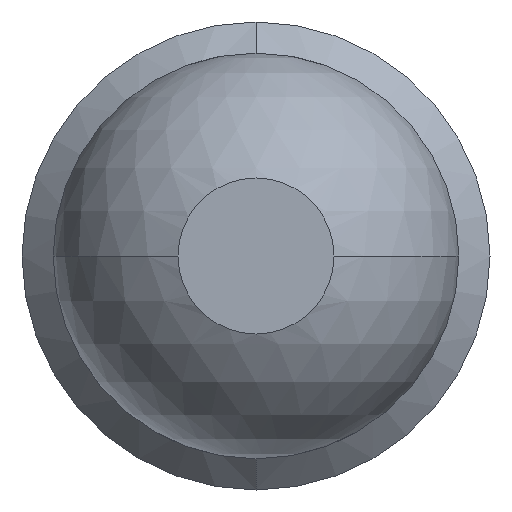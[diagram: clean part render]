
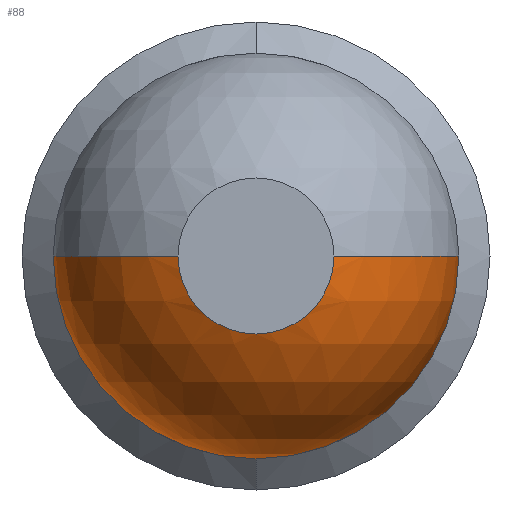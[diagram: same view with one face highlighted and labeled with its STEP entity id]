
A CAD part, front view. The second image highlights one B-rep face of the part: STEP entity #88.
In plain terms, the highlighted spherical face has radius 0.39 mm.
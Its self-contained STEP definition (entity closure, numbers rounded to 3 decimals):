
#88 = ADVANCED_FACE ( 'Defeature ausgef�hrt1_4', ( #2191 ), #3257, .T. ) ;
#149 = CIRCLE ( 'NONE', #3425, 0.15 ) ;
#393 = AXIS2_PLACEMENT_3D ( 'NONE', #2114, #971, #2997 ) ;
#468 = EDGE_CURVE ( 'NONE', #1258, #1176, #2458, .T. ) ;
#546 = CARTESIAN_POINT ( 'NONE',  ( 0., -35.94, 0. ) ) ;
#589 = AXIS2_PLACEMENT_3D ( 'NONE', #546, #1997, #3168 ) ;
#648 = CIRCLE ( 'NONE', #1546, 0.39 ) ;
#676 = DIRECTION ( 'NONE',  ( 0., 0., -1. ) ) ;
#847 = DIRECTION ( 'NONE',  ( 0., 0., 1. ) ) ;
#971 = DIRECTION ( 'NONE',  ( 0., -1., 0. ) ) ;
#1083 = EDGE_CURVE ( 'Defeature ausgef�hrt1_10+Defeature ausgef�hrt1_4+Defeature ausgef�hrt1_4+Defeature ausgef�hrt1_4', #1258, #3514, #149, .T. ) ;
#1129 = ORIENTED_EDGE ( 'NONE', *, *, #1083, .F. ) ;
#1175 = AXIS2_PLACEMENT_3D ( 'NONE', #3560, #2681, #1203 ) ;
#1176 = VERTEX_POINT ( 'NONE', #1288 ) ;
#1203 = DIRECTION ( 'NONE',  ( 0., 0., 1. ) ) ;
#1251 = DIRECTION ( 'NONE',  ( 0., 0., -1. ) ) ;
#1258 = VERTEX_POINT ( 'NONE', #2833 ) ;
#1288 = CARTESIAN_POINT ( 'NONE',  ( -0.39, -35.94, 0. ) ) ;
#1338 = EDGE_CURVE ( 'Defeature ausgef�hrt1_10+Defeature ausgef�hrt1_4+Defeature ausgef�hrt1_4+Defeature ausgef�hrt1_4', #3514, #2101, #1874, .T. ) ;
#1351 = ORIENTED_EDGE ( 'NONE', *, *, #1338, .F. ) ;
#1361 = CARTESIAN_POINT ( 'NONE',  ( 0.39, -35.94, 0. ) ) ;
#1546 = AXIS2_PLACEMENT_3D ( 'NONE', #3232, #1769, #847 ) ;
#1713 = CARTESIAN_POINT ( 'NONE',  ( 0., -35.94, -0.39 ) ) ;
#1769 = DIRECTION ( 'NONE',  ( 0., 1., 0. ) ) ;
#1792 = EDGE_CURVE ( 'Defeature ausgef�hrt1_5+Defeature ausgef�hrt1_4+Defeature ausgef�hrt1_4+Defeature ausgef�hrt1_4', #3401, #1949, #2571, .T. ) ;
#1806 = EDGE_LOOP ( 'NONE', ( #1129, #2408, #2032, #1913, #3205, #1351 ) ) ;
#1825 = CIRCLE ( 'NONE', #589, 0.39 ) ;
#1844 = CARTESIAN_POINT ( 'NONE',  ( 0.15, -36.3, 0. ) ) ;
#1874 = CIRCLE ( 'NONE', #393, 0.15 ) ;
#1913 = ORIENTED_EDGE ( 'NONE', *, *, #1792, .F. ) ;
#1949 = VERTEX_POINT ( 'NONE', #1713 ) ;
#1997 = DIRECTION ( 'NONE',  ( 0., 0., 1. ) ) ;
#2032 = ORIENTED_EDGE ( 'NONE', *, *, #3493, .F. ) ;
#2101 = VERTEX_POINT ( 'NONE', #1844 ) ;
#2114 = CARTESIAN_POINT ( 'NONE',  ( 0., -36.3, 0. ) ) ;
#2142 = CARTESIAN_POINT ( 'NONE',  ( 0., -36.3, 0. ) ) ;
#2191 = FACE_OUTER_BOUND ( 'NONE', #1806, .T. ) ;
#2223 = AXIS2_PLACEMENT_3D ( 'NONE', #2693, #676, #3005 ) ;
#2376 = AXIS2_PLACEMENT_3D ( 'NONE', #3000, #1251, #3007 ) ;
#2406 = DIRECTION ( 'NONE',  ( 0., -1., 0. ) ) ;
#2408 = ORIENTED_EDGE ( 'NONE', *, *, #468, .T. ) ;
#2458 = CIRCLE ( 'NONE', #2376, 0.39 ) ;
#2571 = CIRCLE ( 'NONE', #1175, 0.39 ) ;
#2681 = DIRECTION ( 'NONE',  ( 0., 1., 0. ) ) ;
#2693 = CARTESIAN_POINT ( 'NONE',  ( 0., -35.94, 0. ) ) ;
#2710 = DIRECTION ( 'NONE',  ( 0., 0., -1. ) ) ;
#2774 = EDGE_CURVE ( 'NONE', #2101, #3401, #1825, .T. ) ;
#2833 = CARTESIAN_POINT ( 'NONE',  ( -0.15, -36.3, 0. ) ) ;
#2997 = DIRECTION ( 'NONE',  ( 0., 0., -1. ) ) ;
#3000 = CARTESIAN_POINT ( 'NONE',  ( 0., -35.94, 0. ) ) ;
#3005 = DIRECTION ( 'NONE',  ( 1., 0., 0. ) ) ;
#3007 = DIRECTION ( 'NONE',  ( -1., 0., 0. ) ) ;
#3168 = DIRECTION ( 'NONE',  ( 1., 0., 0. ) ) ;
#3175 = CARTESIAN_POINT ( 'NONE',  ( 0., -36.3, -0.15 ) ) ;
#3205 = ORIENTED_EDGE ( 'NONE', *, *, #2774, .F. ) ;
#3232 = CARTESIAN_POINT ( 'NONE',  ( 0., -35.94, 0. ) ) ;
#3257 = SPHERICAL_SURFACE ( 'NONE', #2223, 0.39 ) ;
#3401 = VERTEX_POINT ( 'NONE', #1361 ) ;
#3425 = AXIS2_PLACEMENT_3D ( 'NONE', #2142, #2406, #2710 ) ;
#3493 = EDGE_CURVE ( 'Defeature ausgef�hrt1_5+Defeature ausgef�hrt1_4+Defeature ausgef�hrt1_4+Defeature ausgef�hrt1_4', #1949, #1176, #648, .T. ) ;
#3514 = VERTEX_POINT ( 'NONE', #3175 ) ;
#3560 = CARTESIAN_POINT ( 'NONE',  ( 0., -35.94, 0. ) ) ;
